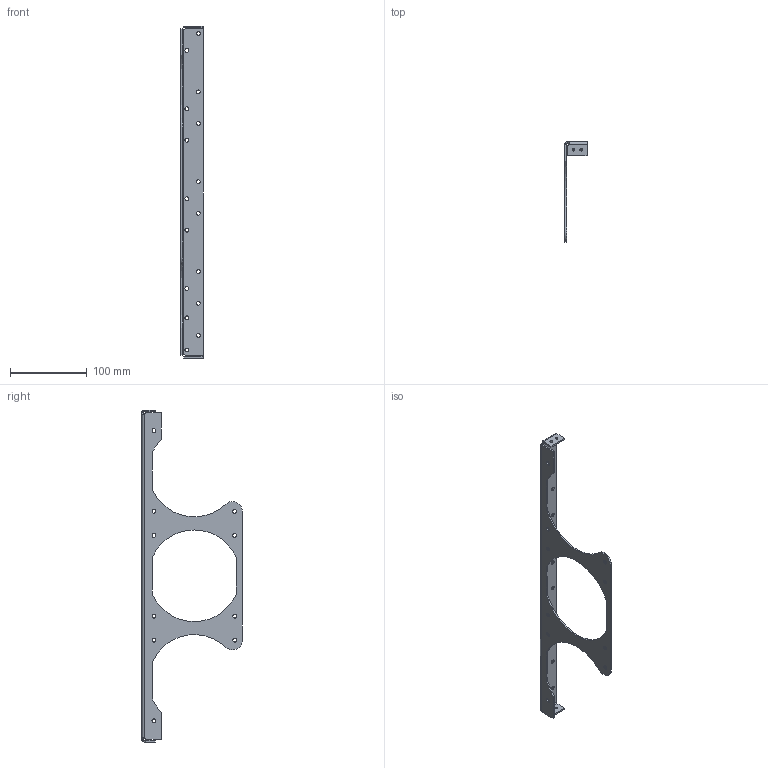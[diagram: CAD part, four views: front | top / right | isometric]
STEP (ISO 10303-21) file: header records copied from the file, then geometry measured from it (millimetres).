
FILE_DESCRIPTION(/* description */ (''),/* implementation_level */ '2;1');
FILE_NAME(/* name */ 'Cage_Mount_Sm.step',/* time_stamp */ '2024-11-18T05:00:12-07:00',/* author */ (''),/* organization */ (''),/* preprocessor_version */ 'ST-DEVELOPER v20',/* originating_system */ 'Autodesk Translation Framework v13.20.0.188',/* authorisation */ '');
FILE_SCHEMA (('AUTOMOTIVE_DESIGN { 1 0 10303 214 3 1 1 }'));
Length unit declared in the file: inch
Products named in the file (1): Rear IO Reccessed Copy (1)
Bounding box: 28.7 x 130.58 x 431.55 mm (x, y, z)
Volume: 55673.4 mm3; surface area: 59041.4 mm2
Topology: 1 solids, 1 shells, 78 faces, 216 edges, 140 vertices
Faces by surface type: cylinder 50, plane 24, bspline 4
Full cylindrical faces by diameter (mm): 3.454 x4, 4.9 x16, 4.92 x2, 5.005 x2, 5.012 x1, 5.015 x2, 5.023 x2, 5.078 x1
Entity records: 2788 total; most frequent: CARTESIAN_POINT 587, DIRECTION 450, ORIENTED_EDGE 432, EDGE_CURVE 216, AXIS2_PLACEMENT_3D 167, EDGE_LOOP 140, VERTEX_POINT 140, LINE 116
